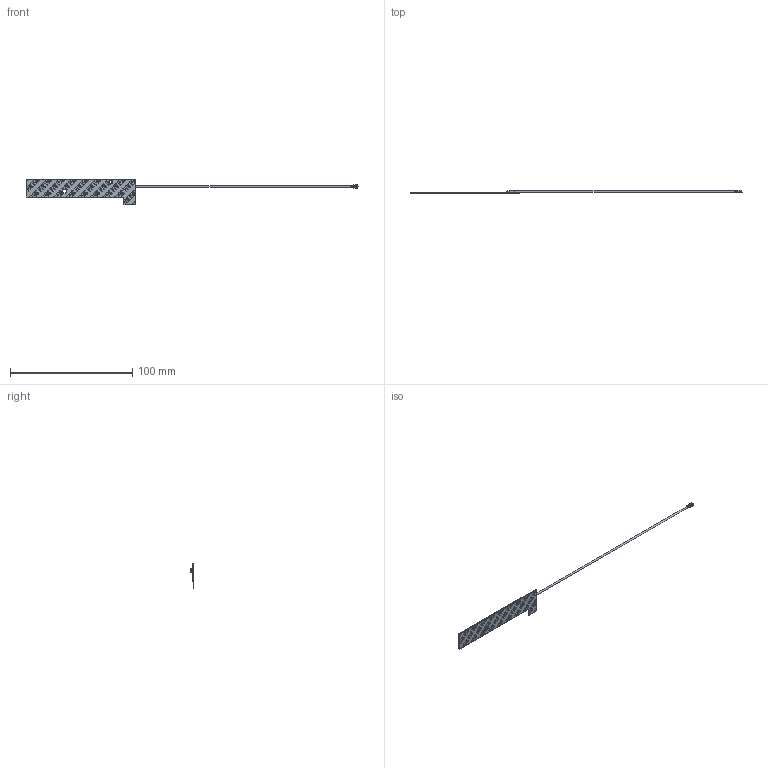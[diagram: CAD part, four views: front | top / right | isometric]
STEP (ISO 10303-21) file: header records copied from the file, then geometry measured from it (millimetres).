
FILE_DESCRIPTION (( 'STEP AP214' ), '1' );
FILE_NAME ('EDW.004535-PC60.07.0180AQ-Wideband_Cellular_90x15mm_PCB_Antenna-(D01).STEP', '2024-11-13T00:49:41', ( '' ), ( '' ), 'SwSTEP 2.0', 'SolidWorks 2022', '' );
FILE_SCHEMA (( 'AUTOMOTIVE_DESIGN' ));
Length unit declared in the file: millimetre
Products named in the file (1): EDW.004535-PC60.07.0180AQ-Wideband_Cellular_90x15mm_PCB_Antenna-(D01)
Bounding box: 271.69 x 2.54 x 21 mm (x, y, z)
Surface area: 7705.5 mm2 (no closed solid volume)
Topology: 0 solids, 42 shells, 321 faces, 3668 edges, 3284 vertices
Faces by surface type: plane 227, cylinder 41, bspline 35, cone 14, torus 3, sphere 1
Full cylindrical faces by diameter (mm): 0.31 x1, 0.88 x1, 1.15 x1, 1.37 x1, 2.5 x1, 3.1 x2
Entity records: 46695 total; most frequent: CARTESIAN_POINT 21103, ORIENTED_EDGE 4152, EDGE_CURVE 3659, VERTEX_POINT 3283, DIRECTION 3128, LINE 2210, VECTOR 2210, B_SPLINE_CURVE_WITH_KNOTS 1269
